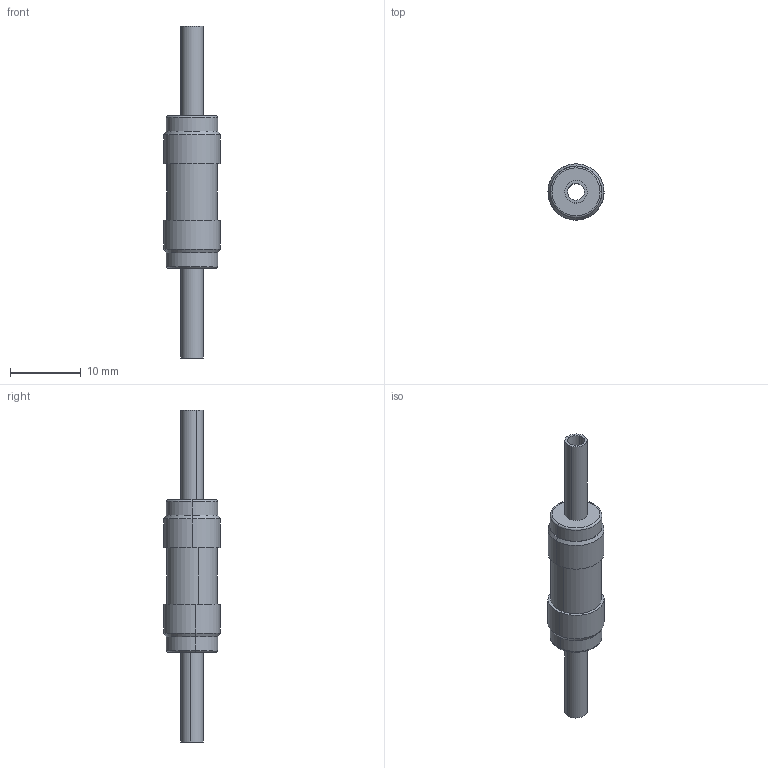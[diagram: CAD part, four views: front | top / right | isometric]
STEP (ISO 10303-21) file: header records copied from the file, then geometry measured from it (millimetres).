
FILE_DESCRIPTION (( 'STEP AP203' ), '1' );
FILE_NAME ('A1886-1-W.STEP', '2011-10-05T14:22:07', ( '' ), ( '' ), 'SwSTEP 2.0', 'SolidWorks 2011', '' );
FILE_SCHEMA (( 'CONFIG_CONTROL_DESIGN' ));
Length unit declared in the file: inch
Products named in the file (1): A1886-1-W
Bounding box: 7.92 x 7.92 x 46.86 mm (x, y, z)
Volume: 905.9 mm3; surface area: 1241.8 mm2
Topology: 1 solids, 1 shells, 50 faces, 100 edges, 64 vertices
Faces by surface type: cylinder 28, plane 14, torus 4, cone 4
Entity records: 1411 total; most frequent: DIRECTION 270, CARTESIAN_POINT 215, ORIENTED_EDGE 200, AXIS2_PLACEMENT_3D 119, EDGE_CURVE 100, CIRCLE 68, EDGE_LOOP 64, VERTEX_POINT 64
